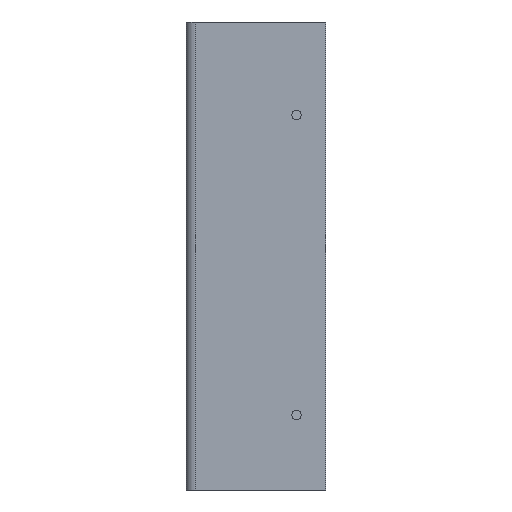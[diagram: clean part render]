
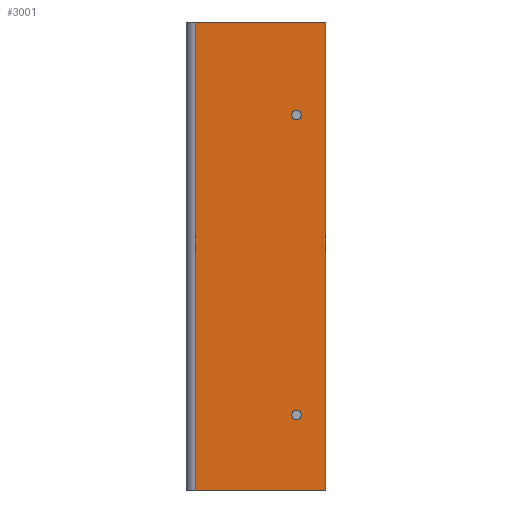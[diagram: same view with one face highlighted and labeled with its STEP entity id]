
A CAD part, left-side view. The second image highlights one B-rep face of the part: STEP entity #3001.
In plain terms, the highlighted planar face has unit normal (-1, 0, 0).
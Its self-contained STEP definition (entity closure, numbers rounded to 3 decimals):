
#2587 = CYLINDRICAL_SURFACE('',#2588,4.);
#2588 = AXIS2_PLACEMENT_3D('',#2589,#2590,#2591);
#2589 = CARTESIAN_POINT('',(4.,0.,208.));
#2590 = DIRECTION('',(-0.,-0.,-1.));
#2591 = DIRECTION('',(-1.,0.,0.));
#2680 = VERTEX_POINT('',#2681);
#2681 = CARTESIAN_POINT('',(0.,0.,0.));
#2742 = PLANE('',#2743);
#2743 = AXIS2_PLACEMENT_3D('',#2744,#2745,#2746);
#2744 = CARTESIAN_POINT('',(1.,-29.,0.));
#2745 = DIRECTION('',(-0.,-0.,-1.));
#2746 = DIRECTION('',(-1.,0.,0.));
#2790 = VERTEX_POINT('',#2791);
#2791 = CARTESIAN_POINT('',(0.,0.,208.));
#2815 = EDGE_CURVE('',#2680,#2790,#2816,.T.);
#2816 = SURFACE_CURVE('',#2817,(#2821,#2827),.PCURVE_S1.);
#2817 = LINE('',#2818,#2819);
#2818 = CARTESIAN_POINT('',(0.,0.,0.));
#2819 = VECTOR('',#2820,1.);
#2820 = DIRECTION('',(0.,0.,1.));
#2821 = PCURVE('',#2587,#2822);
#2822 = DEFINITIONAL_REPRESENTATION('',(#2823),#2826);
#2823 = B_SPLINE_CURVE_WITH_KNOTS('',1,(#2824,#2825),.UNSPECIFIED.,.F.,
  .F.,(2,2),(0.,208.),.PIECEWISE_BEZIER_KNOTS.);
#2824 = CARTESIAN_POINT('',(0.,208.));
#2825 = CARTESIAN_POINT('',(0.,0.));
#2826 = ( GEOMETRIC_REPRESENTATION_CONTEXT(2) 
PARAMETRIC_REPRESENTATION_CONTEXT() REPRESENTATION_CONTEXT('2D SPACE',''
  ) );
#2827 = PCURVE('',#2828,#2833);
#2828 = PLANE('',#2829);
#2829 = AXIS2_PLACEMENT_3D('',#2830,#2831,#2832);
#2830 = CARTESIAN_POINT('',(0.,-58.,0.));
#2831 = DIRECTION('',(-1.,0.,0.));
#2832 = DIRECTION('',(0.,1.,0.));
#2833 = DEFINITIONAL_REPRESENTATION('',(#2834),#2838);
#2834 = LINE('',#2835,#2836);
#2835 = CARTESIAN_POINT('',(58.,0.));
#2836 = VECTOR('',#2837,1.);
#2837 = DIRECTION('',(0.,-1.));
#2838 = ( GEOMETRIC_REPRESENTATION_CONTEXT(2) 
PARAMETRIC_REPRESENTATION_CONTEXT() REPRESENTATION_CONTEXT('2D SPACE',''
  ) );
#2922 = VERTEX_POINT('',#2923);
#2923 = CARTESIAN_POINT('',(0.,-58.,0.));
#2937 = PLANE('',#2938);
#2938 = AXIS2_PLACEMENT_3D('',#2939,#2940,#2941);
#2939 = CARTESIAN_POINT('',(2.,-58.,0.));
#2940 = DIRECTION('',(0.,-1.,0.));
#2941 = DIRECTION('',(-1.,0.,0.));
#2949 = EDGE_CURVE('',#2922,#2680,#2950,.T.);
#2950 = SURFACE_CURVE('',#2951,(#2955,#2962),.PCURVE_S1.);
#2951 = LINE('',#2952,#2953);
#2952 = CARTESIAN_POINT('',(0.,-58.,0.));
#2953 = VECTOR('',#2954,1.);
#2954 = DIRECTION('',(0.,1.,0.));
#2955 = PCURVE('',#2742,#2956);
#2956 = DEFINITIONAL_REPRESENTATION('',(#2957),#2961);
#2957 = LINE('',#2958,#2959);
#2958 = CARTESIAN_POINT('',(1.,-29.));
#2959 = VECTOR('',#2960,1.);
#2960 = DIRECTION('',(0.,1.));
#2961 = ( GEOMETRIC_REPRESENTATION_CONTEXT(2) 
PARAMETRIC_REPRESENTATION_CONTEXT() REPRESENTATION_CONTEXT('2D SPACE',''
  ) );
#2962 = PCURVE('',#2828,#2963);
#2963 = DEFINITIONAL_REPRESENTATION('',(#2964),#2968);
#2964 = LINE('',#2965,#2966);
#2965 = CARTESIAN_POINT('',(0.,0.));
#2966 = VECTOR('',#2967,1.);
#2967 = DIRECTION('',(1.,0.));
#2968 = ( GEOMETRIC_REPRESENTATION_CONTEXT(2) 
PARAMETRIC_REPRESENTATION_CONTEXT() REPRESENTATION_CONTEXT('2D SPACE',''
  ) );
#2990 = PLANE('',#2991);
#2991 = AXIS2_PLACEMENT_3D('',#2992,#2993,#2994);
#2992 = CARTESIAN_POINT('',(1.,-29.,208.));
#2993 = DIRECTION('',(-0.,-0.,-1.));
#2994 = DIRECTION('',(-1.,0.,0.));
#3001 = ADVANCED_FACE('',(#3002,#3050,#3081),#2828,.T.);
#3002 = FACE_BOUND('',#3003,.T.);
#3003 = EDGE_LOOP('',(#3004,#3027,#3048,#3049));
#3004 = ORIENTED_EDGE('',*,*,#3005,.T.);
#3005 = EDGE_CURVE('',#2922,#3006,#3008,.T.);
#3006 = VERTEX_POINT('',#3007);
#3007 = CARTESIAN_POINT('',(0.,-58.,208.));
#3008 = SURFACE_CURVE('',#3009,(#3013,#3020),.PCURVE_S1.);
#3009 = LINE('',#3010,#3011);
#3010 = CARTESIAN_POINT('',(0.,-58.,0.));
#3011 = VECTOR('',#3012,1.);
#3012 = DIRECTION('',(0.,0.,1.));
#3013 = PCURVE('',#2828,#3014);
#3014 = DEFINITIONAL_REPRESENTATION('',(#3015),#3019);
#3015 = LINE('',#3016,#3017);
#3016 = CARTESIAN_POINT('',(0.,0.));
#3017 = VECTOR('',#3018,1.);
#3018 = DIRECTION('',(0.,-1.));
#3019 = ( GEOMETRIC_REPRESENTATION_CONTEXT(2) 
PARAMETRIC_REPRESENTATION_CONTEXT() REPRESENTATION_CONTEXT('2D SPACE',''
  ) );
#3020 = PCURVE('',#2937,#3021);
#3021 = DEFINITIONAL_REPRESENTATION('',(#3022),#3026);
#3022 = LINE('',#3023,#3024);
#3023 = CARTESIAN_POINT('',(2.,0.));
#3024 = VECTOR('',#3025,1.);
#3025 = DIRECTION('',(0.,-1.));
#3026 = ( GEOMETRIC_REPRESENTATION_CONTEXT(2) 
PARAMETRIC_REPRESENTATION_CONTEXT() REPRESENTATION_CONTEXT('2D SPACE',''
  ) );
#3027 = ORIENTED_EDGE('',*,*,#3028,.T.);
#3028 = EDGE_CURVE('',#3006,#2790,#3029,.T.);
#3029 = SURFACE_CURVE('',#3030,(#3034,#3041),.PCURVE_S1.);
#3030 = LINE('',#3031,#3032);
#3031 = CARTESIAN_POINT('',(0.,-58.,208.));
#3032 = VECTOR('',#3033,1.);
#3033 = DIRECTION('',(0.,1.,0.));
#3034 = PCURVE('',#2828,#3035);
#3035 = DEFINITIONAL_REPRESENTATION('',(#3036),#3040);
#3036 = LINE('',#3037,#3038);
#3037 = CARTESIAN_POINT('',(0.,-208.));
#3038 = VECTOR('',#3039,1.);
#3039 = DIRECTION('',(1.,0.));
#3040 = ( GEOMETRIC_REPRESENTATION_CONTEXT(2) 
PARAMETRIC_REPRESENTATION_CONTEXT() REPRESENTATION_CONTEXT('2D SPACE',''
  ) );
#3041 = PCURVE('',#2990,#3042);
#3042 = DEFINITIONAL_REPRESENTATION('',(#3043),#3047);
#3043 = LINE('',#3044,#3045);
#3044 = CARTESIAN_POINT('',(1.,-29.));
#3045 = VECTOR('',#3046,1.);
#3046 = DIRECTION('',(0.,1.));
#3047 = ( GEOMETRIC_REPRESENTATION_CONTEXT(2) 
PARAMETRIC_REPRESENTATION_CONTEXT() REPRESENTATION_CONTEXT('2D SPACE',''
  ) );
#3048 = ORIENTED_EDGE('',*,*,#2815,.F.);
#3049 = ORIENTED_EDGE('',*,*,#2949,.F.);
#3050 = FACE_BOUND('',#3051,.T.);
#3051 = EDGE_LOOP('',(#3052));
#3052 = ORIENTED_EDGE('',*,*,#3053,.F.);
#3053 = EDGE_CURVE('',#3054,#3054,#3056,.T.);
#3054 = VERTEX_POINT('',#3055);
#3055 = CARTESIAN_POINT('',(0.,-47.1,33.34));
#3056 = SURFACE_CURVE('',#3057,(#3062,#3069),.PCURVE_S1.);
#3057 = CIRCLE('',#3058,2.1);
#3058 = AXIS2_PLACEMENT_3D('',#3059,#3060,#3061);
#3059 = CARTESIAN_POINT('',(0.,-45.,33.34));
#3060 = DIRECTION('',(-1.,0.,0.));
#3061 = DIRECTION('',(0.,-1.,0.));
#3062 = PCURVE('',#2828,#3063);
#3063 = DEFINITIONAL_REPRESENTATION('',(#3064),#3068);
#3064 = CIRCLE('',#3065,2.1);
#3065 = AXIS2_PLACEMENT_2D('',#3066,#3067);
#3066 = CARTESIAN_POINT('',(13.,-33.34));
#3067 = DIRECTION('',(-1.,0.));
#3068 = ( GEOMETRIC_REPRESENTATION_CONTEXT(2) 
PARAMETRIC_REPRESENTATION_CONTEXT() REPRESENTATION_CONTEXT('2D SPACE',''
  ) );
#3069 = PCURVE('',#3070,#3075);
#3070 = CYLINDRICAL_SURFACE('',#3071,2.1);
#3071 = AXIS2_PLACEMENT_3D('',#3072,#3073,#3074);
#3072 = CARTESIAN_POINT('',(0.,-45.,33.34));
#3073 = DIRECTION('',(-1.,0.,0.));
#3074 = DIRECTION('',(0.,-1.,0.));
#3075 = DEFINITIONAL_REPRESENTATION('',(#3076),#3080);
#3076 = LINE('',#3077,#3078);
#3077 = CARTESIAN_POINT('',(0.,0.));
#3078 = VECTOR('',#3079,1.);
#3079 = DIRECTION('',(1.,0.));
#3080 = ( GEOMETRIC_REPRESENTATION_CONTEXT(2) 
PARAMETRIC_REPRESENTATION_CONTEXT() REPRESENTATION_CONTEXT('2D SPACE',''
  ) );
#3081 = FACE_BOUND('',#3082,.T.);
#3082 = EDGE_LOOP('',(#3083));
#3083 = ORIENTED_EDGE('',*,*,#3084,.F.);
#3084 = EDGE_CURVE('',#3085,#3085,#3087,.T.);
#3085 = VERTEX_POINT('',#3086);
#3086 = CARTESIAN_POINT('',(0.,-47.1,166.67));
#3087 = SURFACE_CURVE('',#3088,(#3093,#3100),.PCURVE_S1.);
#3088 = CIRCLE('',#3089,2.1);
#3089 = AXIS2_PLACEMENT_3D('',#3090,#3091,#3092);
#3090 = CARTESIAN_POINT('',(0.,-45.,166.67));
#3091 = DIRECTION('',(-1.,0.,0.));
#3092 = DIRECTION('',(0.,-1.,0.));
#3093 = PCURVE('',#2828,#3094);
#3094 = DEFINITIONAL_REPRESENTATION('',(#3095),#3099);
#3095 = CIRCLE('',#3096,2.1);
#3096 = AXIS2_PLACEMENT_2D('',#3097,#3098);
#3097 = CARTESIAN_POINT('',(13.,-166.67));
#3098 = DIRECTION('',(-1.,0.));
#3099 = ( GEOMETRIC_REPRESENTATION_CONTEXT(2) 
PARAMETRIC_REPRESENTATION_CONTEXT() REPRESENTATION_CONTEXT('2D SPACE',''
  ) );
#3100 = PCURVE('',#3101,#3106);
#3101 = CYLINDRICAL_SURFACE('',#3102,2.1);
#3102 = AXIS2_PLACEMENT_3D('',#3103,#3104,#3105);
#3103 = CARTESIAN_POINT('',(0.,-45.,166.67));
#3104 = DIRECTION('',(-1.,0.,0.));
#3105 = DIRECTION('',(0.,-1.,0.));
#3106 = DEFINITIONAL_REPRESENTATION('',(#3107),#3111);
#3107 = LINE('',#3108,#3109);
#3108 = CARTESIAN_POINT('',(0.,0.));
#3109 = VECTOR('',#3110,1.);
#3110 = DIRECTION('',(1.,0.));
#3111 = ( GEOMETRIC_REPRESENTATION_CONTEXT(2) 
PARAMETRIC_REPRESENTATION_CONTEXT() REPRESENTATION_CONTEXT('2D SPACE',''
  ) );
